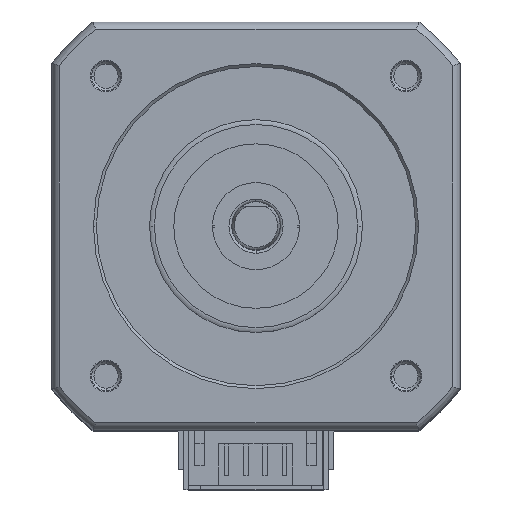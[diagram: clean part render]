
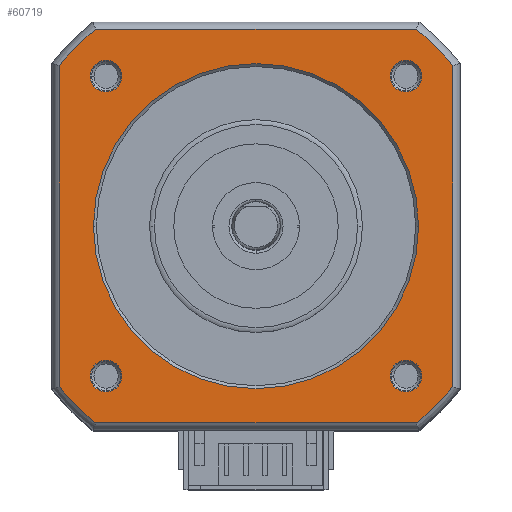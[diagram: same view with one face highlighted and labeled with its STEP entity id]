
A CAD part, top view. The second image highlights one B-rep face of the part: STEP entity #60719.
In plain terms, the highlighted face is planar.
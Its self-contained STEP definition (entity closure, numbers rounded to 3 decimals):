
#57561=CARTESIAN_POINT('',(0.,0.,0.2));
#57562=DIRECTION('',(0.,0.,-1.));
#57563=DIRECTION('',(-1.,0.,0.));
#57564=AXIS2_PLACEMENT_3D('',#57561,#57562,#57563);
#57579=CARTESIAN_POINT('',(-15.5,-15.5,0.2));
#57580=DIRECTION('',(0.,0.,-1.));
#57581=DIRECTION('',(-1.,0.,0.));
#57582=AXIS2_PLACEMENT_3D('',#57579,#57580,#57581);
#57601=CARTESIAN_POINT('',(-15.5,-15.5,0.2));
#57602=DIRECTION('',(0.,0.,-1.));
#57603=DIRECTION('',(1.,0.,0.));
#57604=AXIS2_PLACEMENT_3D('',#57601,#57602,#57603);
#57638=CARTESIAN_POINT('',(15.5,-15.5,0.2));
#57639=DIRECTION('',(0.,0.,-1.));
#57640=DIRECTION('',(0.,-1.,0.));
#57641=AXIS2_PLACEMENT_3D('',#57638,#57639,#57640);
#57652=CARTESIAN_POINT('',(15.5,-15.5,0.2));
#57653=DIRECTION('',(0.,0.,-1.));
#57654=DIRECTION('',(0.,1.,0.));
#57655=AXIS2_PLACEMENT_3D('',#57652,#57653,#57654);
#57707=CARTESIAN_POINT('',(15.5,15.5,0.2));
#57708=DIRECTION('',(0.,0.,-1.));
#57709=DIRECTION('',(1.,0.,0.));
#57710=AXIS2_PLACEMENT_3D('',#57707,#57708,#57709);
#57729=CARTESIAN_POINT('',(15.5,15.5,0.2));
#57730=DIRECTION('',(0.,0.,-1.));
#57731=DIRECTION('',(-1.,0.,0.));
#57732=AXIS2_PLACEMENT_3D('',#57729,#57730,#57731);
#57761=CARTESIAN_POINT('',(-15.5,15.5,0.2));
#57762=DIRECTION('',(0.,0.,-1.));
#57763=DIRECTION('',(0.,1.,0.));
#57764=AXIS2_PLACEMENT_3D('',#57761,#57762,#57763);
#57793=CARTESIAN_POINT('',(-15.5,15.5,0.2));
#57794=DIRECTION('',(0.,0.,-1.));
#57795=DIRECTION('',(0.,-1.,0.));
#57796=AXIS2_PLACEMENT_3D('',#57793,#57794,#57795);
#57826=CARTESIAN_POINT('',(0.,0.,0.2));
#57827=DIRECTION('',(0.,0.,-1.));
#57828=DIRECTION('',(1.,0.,0.));
#57829=AXIS2_PLACEMENT_3D('',#57826,#57827,#57828);
#57835=CARTESIAN_POINT('',(0.,0.,0.2));
#57836=DIRECTION('',(0.,0.,1.));
#57837=DIRECTION('',(0.775,0.632,0.));
#57838=AXIS2_PLACEMENT_3D('',#57835,#57836,#57837);
#57848=DIRECTION('',(0.,-1.,0.));
#57849=VECTOR('',#57848,33.161);
#57850=CARTESIAN_POINT('',(20.348,16.581,0.2));
#57851=LINE('',#57850,#57849);
#57860=CARTESIAN_POINT('',(0.,0.,0.2));
#57861=DIRECTION('',(0.,0.,1.));
#57862=DIRECTION('',(0.632,-0.775,0.));
#57863=AXIS2_PLACEMENT_3D('',#57860,#57861,#57862);
#57873=DIRECTION('',(-1.,0.,0.));
#57874=VECTOR('',#57873,33.161);
#57875=CARTESIAN_POINT('',(16.581,-20.348,0.2));
#57876=LINE('',#57875,#57874);
#57885=CARTESIAN_POINT('',(0.,0.,0.2));
#57886=DIRECTION('',(0.,0.,1.));
#57887=DIRECTION('',(-0.775,-0.632,0.));
#57888=AXIS2_PLACEMENT_3D('',#57885,#57886,#57887);
#57898=DIRECTION('',(0.,1.,0.));
#57899=VECTOR('',#57898,33.161);
#57900=CARTESIAN_POINT('',(-20.348,-16.581,0.2));
#57901=LINE('',#57900,#57899);
#57910=CARTESIAN_POINT('',(0.,0.,0.2));
#57911=DIRECTION('',(0.,0.,1.));
#57912=DIRECTION('',(-0.632,0.775,0.));
#57913=AXIS2_PLACEMENT_3D('',#57910,#57911,#57912);
#57923=DIRECTION('',(1.,0.,0.));
#57924=VECTOR('',#57923,33.161);
#57925=CARTESIAN_POINT('',(-16.581,20.348,0.2));
#57926=LINE('',#57925,#57924);
#58365=CARTESIAN_POINT('',(-17.13,-15.5,0.2));
#58366=CARTESIAN_POINT('',(-13.87,-15.5,0.2));
#58367=VERTEX_POINT('',#58365);
#58368=VERTEX_POINT('',#58366);
#58369=CARTESIAN_POINT('',(15.5,-17.13,0.2));
#58370=CARTESIAN_POINT('',(15.5,-13.87,0.2));
#58371=VERTEX_POINT('',#58369);
#58372=VERTEX_POINT('',#58370);
#58373=CARTESIAN_POINT('',(17.13,15.5,0.2));
#58374=CARTESIAN_POINT('',(13.87,15.5,0.2));
#58375=VERTEX_POINT('',#58373);
#58376=VERTEX_POINT('',#58374);
#58377=CARTESIAN_POINT('',(-15.5,17.13,0.2));
#58378=CARTESIAN_POINT('',(-15.5,13.87,0.2));
#58379=VERTEX_POINT('',#58377);
#58380=VERTEX_POINT('',#58378);
#58381=CARTESIAN_POINT('',(16.8,0.,0.2));
#58382=CARTESIAN_POINT('',(-16.8,0.,0.2));
#58383=VERTEX_POINT('',#58381);
#58384=VERTEX_POINT('',#58382);
#58385=CARTESIAN_POINT('',(20.348,16.581,0.2));
#58386=CARTESIAN_POINT('',(16.581,20.348,0.2));
#58387=VERTEX_POINT('',#58385);
#58388=VERTEX_POINT('',#58386);
#58389=CARTESIAN_POINT('',(-16.581,20.348,0.2));
#58390=VERTEX_POINT('',#58389);
#58391=CARTESIAN_POINT('',(-20.348,16.581,0.2));
#58392=VERTEX_POINT('',#58391);
#58393=CARTESIAN_POINT('',(-20.348,-16.581,0.2));
#58394=VERTEX_POINT('',#58393);
#58395=CARTESIAN_POINT('',(-16.581,-20.348,0.2));
#58396=VERTEX_POINT('',#58395);
#58397=CARTESIAN_POINT('',(16.581,-20.348,0.2));
#58398=VERTEX_POINT('',#58397);
#58399=CARTESIAN_POINT('',(20.348,-16.581,0.2));
#58400=VERTEX_POINT('',#58399);
#60667=CARTESIAN_POINT('',(0.,0.,0.2));
#60668=DIRECTION('',(0.,0.,-1.));
#60669=DIRECTION('',(-1.,0.,0.));
#60670=AXIS2_PLACEMENT_3D('',#60667,#60668,#60669);
#60671=PLANE('',#60670);
#60673=ORIENTED_EDGE('',*,*,#60672,.T.);
#60675=ORIENTED_EDGE('',*,*,#60674,.F.);
#60677=ORIENTED_EDGE('',*,*,#60676,.T.);
#60679=ORIENTED_EDGE('',*,*,#60678,.F.);
#60681=ORIENTED_EDGE('',*,*,#60680,.T.);
#60683=ORIENTED_EDGE('',*,*,#60682,.F.);
#60685=ORIENTED_EDGE('',*,*,#60684,.T.);
#60687=ORIENTED_EDGE('',*,*,#60686,.F.);
#60688=EDGE_LOOP('',(#60673,#60675,#60677,#60679,#60681,#60683,#60685,#60687));
#60689=FACE_OUTER_BOUND('',#60688,.F.);
#60691=ORIENTED_EDGE('',*,*,#60690,.T.);
#60693=ORIENTED_EDGE('',*,*,#60692,.T.);
#60694=EDGE_LOOP('',(#60691,#60693));
#60695=FACE_BOUND('',#60694,.F.);
#60697=ORIENTED_EDGE('',*,*,#60696,.T.);
#60699=ORIENTED_EDGE('',*,*,#60698,.T.);
#60700=EDGE_LOOP('',(#60697,#60699));
#60701=FACE_BOUND('',#60700,.F.);
#60703=ORIENTED_EDGE('',*,*,#60702,.T.);
#60705=ORIENTED_EDGE('',*,*,#60704,.T.);
#60706=EDGE_LOOP('',(#60703,#60705));
#60707=FACE_BOUND('',#60706,.F.);
#60709=ORIENTED_EDGE('',*,*,#60708,.T.);
#60710=ORIENTED_EDGE('',*,*,#60657,.T.);
#60711=EDGE_LOOP('',(#60709,#60710));
#60712=FACE_BOUND('',#60711,.F.);
#60714=ORIENTED_EDGE('',*,*,#60713,.T.);
#60716=ORIENTED_EDGE('',*,*,#60715,.T.);
#60717=EDGE_LOOP('',(#60714,#60716));
#60718=FACE_BOUND('',#60717,.F.);
#60719=ADVANCED_FACE('',(#60689,#60695,#60701,#60707,#60712,#60718),#60671,.T.);
#57565=CIRCLE('',#57564,16.8);
#57583=CIRCLE('',#57582,1.63);
#57605=CIRCLE('',#57604,1.63);
#57642=CIRCLE('',#57641,1.63);
#57656=CIRCLE('',#57655,1.63);
#57711=CIRCLE('',#57710,1.63);
#57733=CIRCLE('',#57732,1.63);
#57765=CIRCLE('',#57764,1.63);
#57797=CIRCLE('',#57796,1.63);
#57830=CIRCLE('',#57829,16.8);
#57839=CIRCLE('',#57838,26.248);
#57864=CIRCLE('',#57863,26.248);
#57889=CIRCLE('',#57888,26.248);
#57914=CIRCLE('',#57913,26.248);
#60657=EDGE_CURVE('',#58384,#58383,#57565,.T.);
#60672=EDGE_CURVE('',#58387,#58388,#57839,.T.);
#60674=EDGE_CURVE('',#58390,#58388,#57926,.T.);
#60676=EDGE_CURVE('',#58390,#58392,#57914,.T.);
#60678=EDGE_CURVE('',#58394,#58392,#57901,.T.);
#60680=EDGE_CURVE('',#58394,#58396,#57889,.T.);
#60682=EDGE_CURVE('',#58398,#58396,#57876,.T.);
#60684=EDGE_CURVE('',#58398,#58400,#57864,.T.);
#60686=EDGE_CURVE('',#58387,#58400,#57851,.T.);
#60690=EDGE_CURVE('',#58371,#58372,#57642,.T.);
#60692=EDGE_CURVE('',#58372,#58371,#57656,.T.);
#60696=EDGE_CURVE('',#58375,#58376,#57711,.T.);
#60698=EDGE_CURVE('',#58376,#58375,#57733,.T.);
#60702=EDGE_CURVE('',#58379,#58380,#57765,.T.);
#60704=EDGE_CURVE('',#58380,#58379,#57797,.T.);
#60708=EDGE_CURVE('',#58383,#58384,#57830,.T.);
#60713=EDGE_CURVE('',#58367,#58368,#57583,.T.);
#60715=EDGE_CURVE('',#58368,#58367,#57605,.T.);
